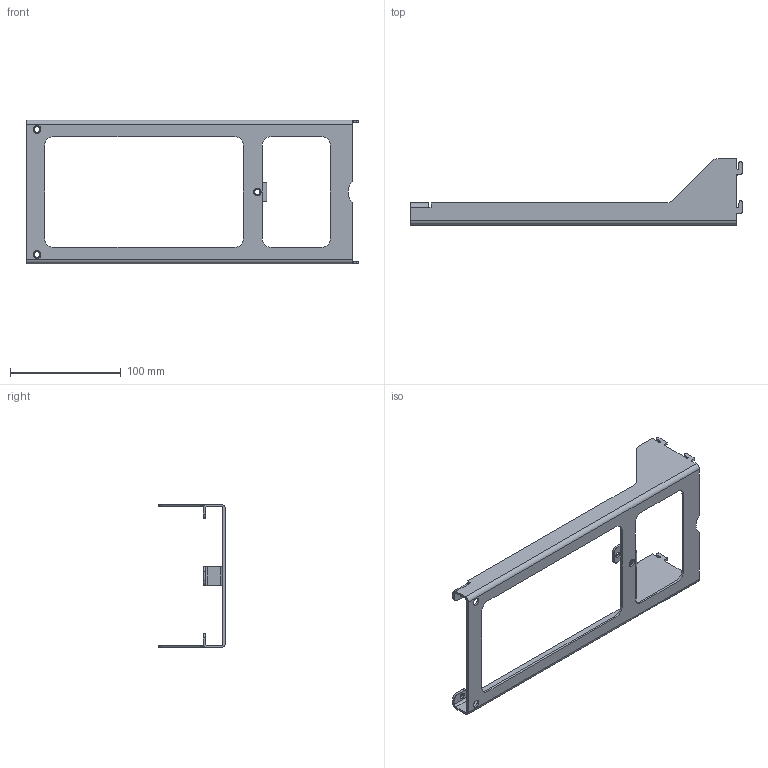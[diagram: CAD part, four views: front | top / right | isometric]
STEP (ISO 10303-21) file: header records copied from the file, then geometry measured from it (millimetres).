
FILE_DESCRIPTION(/* description */ ('ESCUADRA CARTOLADA'),/* implementation_level */ '2;1');
FILE_NAME(/* name */ 'C04H030042-z-carriage-B.stp',/* time_stamp */ '2014-12-22T14:59:12+01:00',/* author */ ('MARCHA TECHNOLOGY'),/* organization */ ('MARCHA TECHNOLOGY'),/* preprocessor_version */ 'ST-DEVELOPER v15.6',/* originating_system */ 'Autodesk Inventor 2015',/* authorisation */ '');
FILE_SCHEMA (('CONFIG_CONTROL_DESIGN'));
Length unit declared in the file: millimetre
Products named in the file (1): C04H030042-z-carriage-B
Bounding box: 300 x 60 x 130 mm (x, y, z)
Volume: 56362.4 mm3; surface area: 60742.1 mm2
Topology: 1 solids, 1 shells, 122 faces, 352 edges, 232 vertices
Faces by surface type: plane 65, cylinder 57
Full cylindrical faces by diameter (mm): 5.2 x3, 7 x3
Entity records: 4052 total; most frequent: DIRECTION 706, CARTESIAN_POINT 701, ORIENTED_EDGE 692, EDGE_CURVE 346, AXIS2_PLACEMENT_3D 237, LINE 232, VECTOR 232, VERTEX_POINT 232
